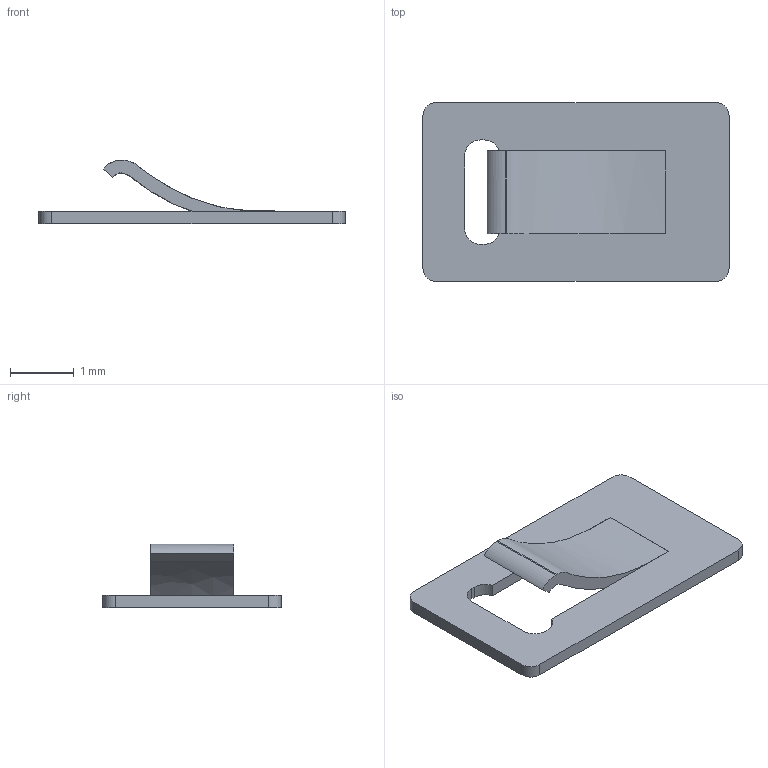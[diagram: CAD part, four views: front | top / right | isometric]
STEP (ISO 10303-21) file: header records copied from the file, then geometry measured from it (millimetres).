
FILE_DESCRIPTION(/* description */ (''),/* implementation_level */ '2;1');
FILE_NAME(/* name */ 'Battery_Conn_C19184102.step',/* time_stamp */ '2025-05-09T15:12:31-04:00',/* author */ (''),/* organization */ (''),/* preprocessor_version */ 'ST-DEVELOPER v20.1',/* originating_system */ 'Autodesk Translation Framework v14.4.0.0',/* authorisation */ '');
FILE_SCHEMA (('AUTOMOTIVE_DESIGN { 1 0 10303 214 3 1 1 }'));
Length unit declared in the file: millimetre
Products named in the file (1): C19184102
Bounding box: 4.8 x 2.8 x 1 mm (x, y, z)
Volume: 2.6 mm3; surface area: 32.5 mm2
Topology: 2 solids, 2 shells, 29 faces, 75 edges, 50 vertices
Faces by surface type: plane 18, cylinder 8, bspline 3
Entity records: 1189 total; most frequent: CARTESIAN_POINT 446, ORIENTED_EDGE 150, DIRECTION 139, EDGE_CURVE 75, LINE 53, VECTOR 53, VERTEX_POINT 50, AXIS2_PLACEMENT_3D 43
